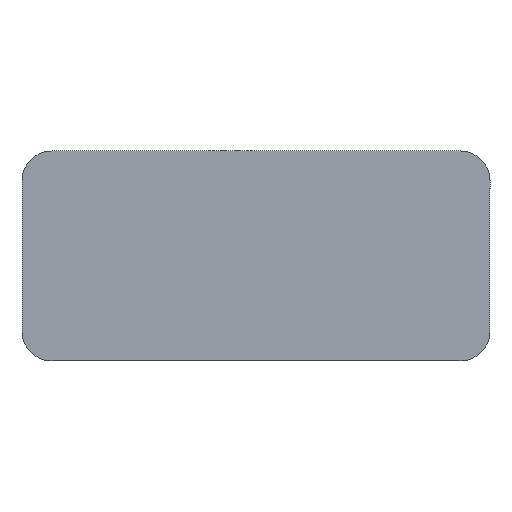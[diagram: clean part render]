
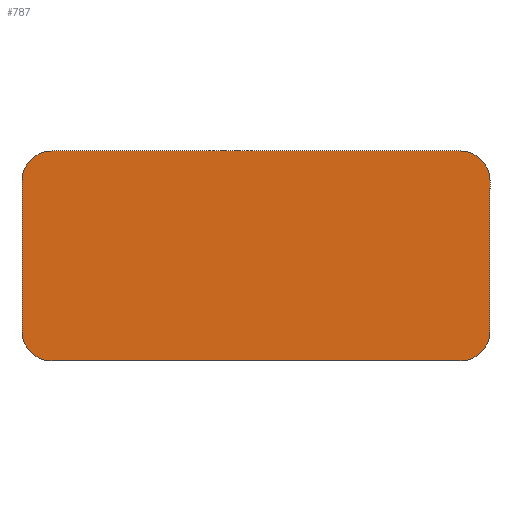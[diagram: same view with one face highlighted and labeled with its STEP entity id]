
A CAD part, front view. The second image highlights one B-rep face of the part: STEP entity #787.
In plain terms, the highlighted planar face has unit normal (0, -1, 0).
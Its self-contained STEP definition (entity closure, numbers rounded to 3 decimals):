
#41=PLANE('',#886);
#86=FACE_OUTER_BOUND('',#134,.T.);
#134=EDGE_LOOP('',(#712,#713,#714,#715,#716,#717,#718,#719));
#158=CIRCLE('',#845,0.5);
#163=CIRCLE('',#853,0.5);
#164=CIRCLE('',#856,0.5);
#165=CIRCLE('',#859,0.5);
#223=LINE('',#1265,#291);
#231=LINE('',#1290,#299);
#234=LINE('',#1299,#302);
#236=LINE('',#1304,#304);
#291=VECTOR('',#1021,10.);
#299=VECTOR('',#1045,10.);
#302=VECTOR('',#1054,10.);
#304=VECTOR('',#1062,10.);
#361=VERTEX_POINT('',#1255);
#362=VERTEX_POINT('',#1257);
#364=VERTEX_POINT('',#1263);
#372=VERTEX_POINT('',#1284);
#373=VERTEX_POINT('',#1288);
#374=VERTEX_POINT('',#1292);
#375=VERTEX_POINT('',#1294);
#376=VERTEX_POINT('',#1298);
#450=EDGE_CURVE('',#361,#362,#158,.T.);
#454=EDGE_CURVE('',#361,#364,#223,.T.);
#465=EDGE_CURVE('',#372,#364,#163,.T.);
#467=EDGE_CURVE('',#372,#373,#231,.T.);
#469=EDGE_CURVE('',#374,#375,#164,.T.);
#471=EDGE_CURVE('',#376,#375,#234,.T.);
#473=EDGE_CURVE('',#376,#373,#165,.T.);
#474=EDGE_CURVE('',#374,#362,#236,.T.);
#712=ORIENTED_EDGE('',*,*,#450,.F.);
#713=ORIENTED_EDGE('',*,*,#454,.T.);
#714=ORIENTED_EDGE('',*,*,#465,.F.);
#715=ORIENTED_EDGE('',*,*,#467,.T.);
#716=ORIENTED_EDGE('',*,*,#473,.F.);
#717=ORIENTED_EDGE('',*,*,#471,.T.);
#718=ORIENTED_EDGE('',*,*,#469,.F.);
#719=ORIENTED_EDGE('',*,*,#474,.T.);
#787=ADVANCED_FACE('',(#86),#41,.F.);
#845=AXIS2_PLACEMENT_3D('',#1258,#1014,#1015);
#853=AXIS2_PLACEMENT_3D('',#1286,#1040,#1041);
#856=AXIS2_PLACEMENT_3D('',#1295,#1049,#1050);
#859=AXIS2_PLACEMENT_3D('',#1302,#1058,#1059);
#886=AXIS2_PLACEMENT_3D('',#1388,#1124,#1125);
#1014=DIRECTION('center_axis',(0.,1.,0.));
#1015=DIRECTION('ref_axis',(0.707,0.,0.707));
#1021=DIRECTION('',(-1.,0.,0.));
#1040=DIRECTION('center_axis',(0.,1.,0.));
#1041=DIRECTION('ref_axis',(-0.707,0.,0.707));
#1045=DIRECTION('',(0.,0.,-1.));
#1049=DIRECTION('center_axis',(0.,1.,0.));
#1050=DIRECTION('ref_axis',(0.707,0.,-0.707));
#1054=DIRECTION('',(1.,0.,0.));
#1058=DIRECTION('center_axis',(0.,1.,0.));
#1059=DIRECTION('ref_axis',(-0.707,0.,-0.707));
#1062=DIRECTION('',(0.,0.,1.));
#1124=DIRECTION('center_axis',(0.,1.,0.));
#1125=DIRECTION('ref_axis',(1.,0.,0.));
#1255=CARTESIAN_POINT('',(3.4,0.,1.75));
#1257=CARTESIAN_POINT('',(3.9,0.,1.25));
#1258=CARTESIAN_POINT('Origin',(3.4,0.,1.25));
#1263=CARTESIAN_POINT('',(-3.4,0.,1.75));
#1265=CARTESIAN_POINT('',(3.9,0.,1.75));
#1284=CARTESIAN_POINT('',(-3.9,0.,1.25));
#1286=CARTESIAN_POINT('Origin',(-3.4,0.,1.25));
#1288=CARTESIAN_POINT('',(-3.9,0.,-1.25));
#1290=CARTESIAN_POINT('',(-3.9,0.,1.75));
#1292=CARTESIAN_POINT('',(3.9,0.,-1.25));
#1294=CARTESIAN_POINT('',(3.4,0.,-1.75));
#1295=CARTESIAN_POINT('Origin',(3.4,0.,-1.25));
#1298=CARTESIAN_POINT('',(-3.4,0.,-1.75));
#1299=CARTESIAN_POINT('',(-3.9,0.,-1.75));
#1302=CARTESIAN_POINT('Origin',(-3.4,0.,-1.25));
#1304=CARTESIAN_POINT('',(3.9,0.,-1.75));
#1388=CARTESIAN_POINT('Origin',(0.,0.,0.));
